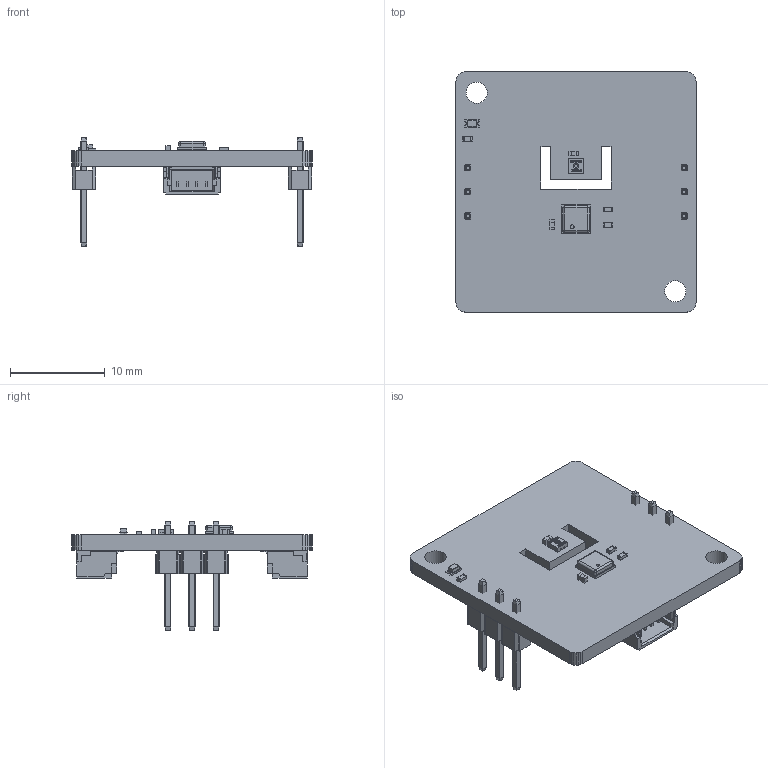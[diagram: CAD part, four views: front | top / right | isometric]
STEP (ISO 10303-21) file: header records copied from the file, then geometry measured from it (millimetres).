
FILE_DESCRIPTION(('for SolidWorks'),'2;1');
FILE_NAME('M24.step', '2022-08-26T13:47:07',('dc'),(''),'Open CASCADE STEP processor 6.6', 'DipTrace','Unknown');
FILE_SCHEMA(('AUTOMOTIVE_DESIGN { 1 0 10303 214 1 1 1 1 }'));
Length unit declared in the file: millimetre
Products named in the file (9): PCB_M24; Board_M24; cap_0402; User_Library-LED_0603_R; 1X3-HDR; SM04B-SRSS-TB(LF)(SN)--3DModel-STEP-56544; res_0402; SHT40-AD1B-R2; ms563702ba03-50
Assembly tree (13 placements, depth 2):
  PCB_M24
    Board_M24
    cap_0402  x2
    User_Library-LED_0603_R
    1X3-HDR  x2
    SM04B-SRSS-TB(LF)(SN)--3DModel-STEP-56544  x2
    res_0402  x3
    SHT40-AD1B-R2
    ms563702ba03-50
Bounding box: 25.4 x 25.4 x 11.55 mm (x, y, z)
Volume: 1002.2 mm3; surface area: 2344 mm2
Topology: 2 solids, 63 shells, 1613 faces, 4108 edges, 2596 vertices
Faces by surface type: plane 1057, cylinder 404, sphere 52, revolution 48, bspline 48, torus 4
Full cylindrical faces by diameter (mm): 2.25 x2
Entity records: 35479 total; most frequent: CARTESIAN_POINT 8304, ORIENTED_EDGE 4862, DIRECTION 4436, EDGE_CURVE 2432, LINE 1856, VECTOR 1856, VERTEX_POINT 1562, AXIS2_PLACEMENT_3D 1278
